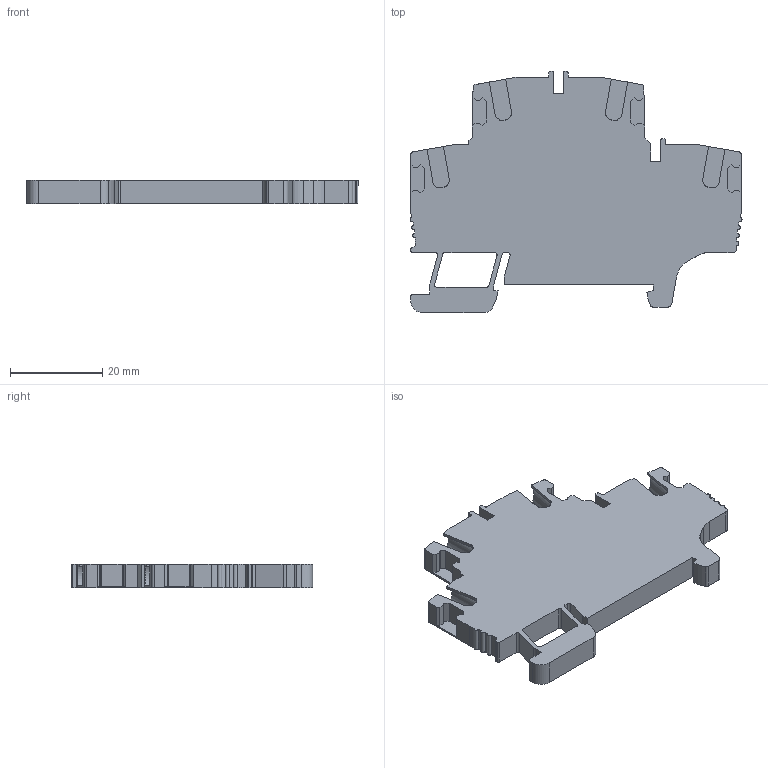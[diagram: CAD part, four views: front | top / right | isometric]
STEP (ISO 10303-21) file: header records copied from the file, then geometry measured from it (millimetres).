
FILE_DESCRIPTION((''),'2;1');
FILE_NAME('003903267_ESH_EFD_2_ASM','2024-01-17T11:38:51',('klemen.sitar'),('Audax d.o.o.'),'CREO PARAMETRIC BY PTC INC, 2021304','CREO PARAMETRIC BY PTC INC, 2021304','');
FILE_SCHEMA(('AP242_MANAGED_MODEL_BASED_3D_ENGINEERING_MIM_LF { 1 0 10303 442 1 1 4 }'));
Length unit declared in the file: millimetre
Products named in the file (6): EFD_2_PRT_1; GREEN_1; PRT0007_1; PRT0008_1; PRT0009_1; 003903267_ESH_EFD_2_ASM
Assembly tree (5 placements, depth 2):
  003903267_ESH_EFD_2_ASM
    EFD_2_PRT_1
    GREEN_1
    PRT0007_1
    PRT0008_1
    PRT0009_1
Bounding box: 71.96 x 52.3 x 5.2 mm (x, y, z)
Volume: 12198.3 mm3; surface area: 7663.1 mm2
Topology: 5 solids, 5 shells, 311 faces, 922 edges, 631 vertices
Faces by surface type: plane 232, cylinder 79
Entity records: 15877 total; most frequent: CARTESIAN_POINT 1923, ORIENTED_EDGE 1844, DIRECTION 1741, PRESENTATION_STYLE_ASSIGNMENT 1190, STYLED_ITEM 1190, CURVE_STYLE 922, EDGE_CURVE 922, VECTOR 715
